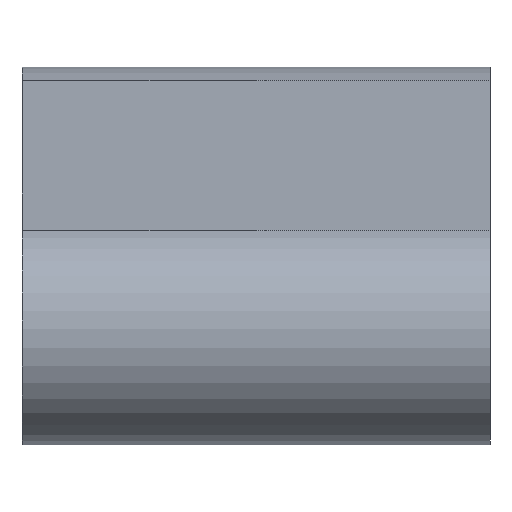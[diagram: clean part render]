
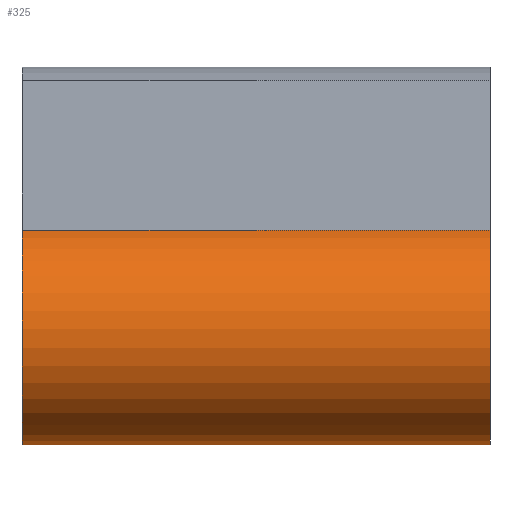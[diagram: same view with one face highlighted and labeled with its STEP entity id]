
A CAD part, front view. The second image highlights one B-rep face of the part: STEP entity #325.
In plain terms, the highlighted cylindrical face has radius 4.5 mm (diameter 9 mm), a partial arc.
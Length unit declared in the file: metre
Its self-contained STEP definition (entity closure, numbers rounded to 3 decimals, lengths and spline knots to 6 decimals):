
#22=CYLINDRICAL_SURFACE('',#364,0.0045);
#37=LINE('',#525,#57);
#39=LINE('',#531,#59);
#57=VECTOR('',#422,1.);
#59=VECTOR('',#428,1.);
#88=ORIENTED_EDGE('',*,*,#168,.T.);
#89=ORIENTED_EDGE('',*,*,#169,.F.);
#90=ORIENTED_EDGE('',*,*,#170,.F.);
#91=ORIENTED_EDGE('',*,*,#166,.T.);
#166=EDGE_CURVE('',#206,#205,#37,.T.);
#168=EDGE_CURVE('',#205,#207,#232,.T.);
#169=EDGE_CURVE('',#208,#207,#39,.T.);
#170=EDGE_CURVE('',#206,#208,#233,.T.);
#205=VERTEX_POINT('',#524);
#206=VERTEX_POINT('',#526);
#207=VERTEX_POINT('',#530);
#208=VERTEX_POINT('',#532);
#232=CIRCLE('',#365,0.0045);
#233=CIRCLE('',#366,0.0045);
#252=EDGE_LOOP('',(#88,#89,#90,#91));
#286=FACE_BOUND('',#252,.T.);
#325=ADVANCED_FACE('',(#286),#22,.T.);
#364=AXIS2_PLACEMENT_3D('',#528,#424,#425);
#365=AXIS2_PLACEMENT_3D('',#529,#426,#427);
#366=AXIS2_PLACEMENT_3D('',#533,#429,#430);
#422=DIRECTION('',(-1.,0.,0.));
#424=DIRECTION('',(-1.,0.,0.));
#425=DIRECTION('',(0.,0.,1.));
#426=DIRECTION('',(1.,0.,0.));
#427=DIRECTION('',(0.,0.,-1.));
#428=DIRECTION('',(-1.,0.,0.));
#429=DIRECTION('',(1.,0.,0.));
#430=DIRECTION('',(0.,0.,-1.));
#524=CARTESIAN_POINT('',(-0.0095,-0.024384,0.018589));
#525=CARTESIAN_POINT('',(0.0095,-0.024384,0.018589));
#526=CARTESIAN_POINT('',(0.0095,-0.024384,0.018589));
#528=CARTESIAN_POINT('',(0.0095,-0.022845,0.014361));
#529=CARTESIAN_POINT('',(-0.0095,-0.022845,0.014361));
#530=CARTESIAN_POINT('',(-0.0095,-0.020434,0.010561));
#531=CARTESIAN_POINT('',(0.0095,-0.020434,0.010561));
#532=CARTESIAN_POINT('',(0.0095,-0.020434,0.010561));
#533=CARTESIAN_POINT('',(0.0095,-0.022845,0.014361));
